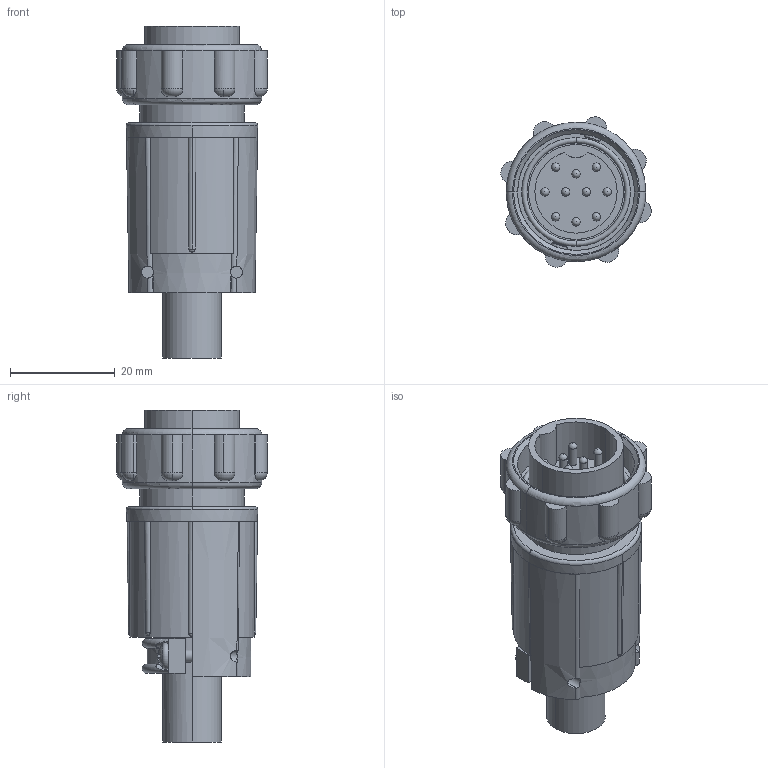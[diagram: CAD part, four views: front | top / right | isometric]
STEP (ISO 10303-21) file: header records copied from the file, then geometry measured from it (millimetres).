
FILE_DESCRIPTION (( 'STEP AP203' ), '1' );
FILE_NAME ('13380-10PG-321.STEP', '2014-03-26T16:46:59', ( '' ), ( '' ), 'SwSTEP 2.0', 'SolidWorks 2014', '' );
FILE_SCHEMA (( 'CONFIG_CONTROL_DESIGN' ));
Length unit declared in the file: inch
Products named in the file (1): 13380-10PG-321
Bounding box: 28.75 x 28.74 x 63.5 mm (x, y, z)
Volume: 21186.9 mm3; surface area: 8149.4 mm2
Topology: 1 solids, 1 shells, 228 faces, 604 edges, 390 vertices
Faces by surface type: plane 94, cylinder 78, torus 30, sphere 18, cone 7, bspline 1
Entity records: 8483 total; most frequent: CARTESIAN_POINT 2981, DIRECTION 1150, ORIENTED_EDGE 1148, EDGE_CURVE 574, AXIS2_PLACEMENT_3D 480, VERTEX_POINT 370, EDGE_LOOP 254, CIRCLE 252
